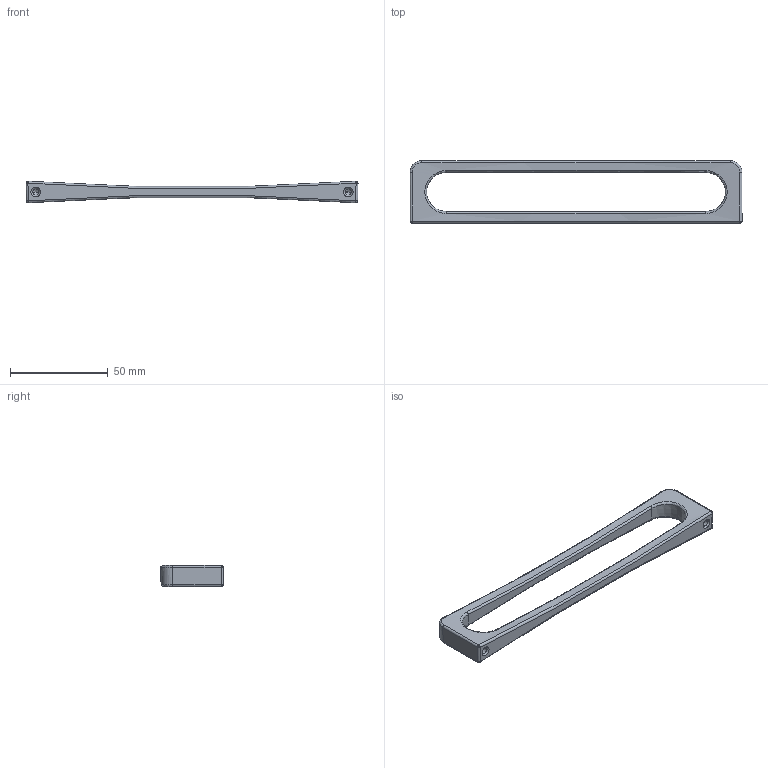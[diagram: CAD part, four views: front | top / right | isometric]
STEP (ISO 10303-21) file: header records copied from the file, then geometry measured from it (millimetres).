
FILE_DESCRIPTION(('Creo Elements/Direct Modeling STEP Export'),'2;1');
FILE_NAME('2564-170.stp','2021-09-27T 8:56:45',(''),(''),'Creo Elements/Direct Modeling STEP processor for AP214 (Solid Model)','Creo Elements/Direct Modeling 20.0 12-Nov-2016 (C) Parametric Technology GmbH','');
FILE_SCHEMA(('AUTOMOTIVE_DESIGN { 1 0 10303 214 1 1 1 1 }'));
Length unit declared in the file: millimetre
Products named in the file (2): ZN-11459
Assembly tree (1 placements, depth 2):
  ZN-11459
    ZN-11459
Bounding box: 170 x 31.99 x 10.98 mm (x, y, z)
Volume: 17744.5 mm3; surface area: 9753.3 mm2
Topology: 1 solids, 1 shells, 64 faces, 144 edges, 82 vertices
Faces by surface type: bspline 26, cylinder 18, cone 10, plane 8, torus 2
Entity records: 4657 total; most frequent: CARTESIAN_POINT 3488, ORIENTED_EDGE 280, DIRECTION 144, EDGE_CURVE 140, VERTEX_POINT 82, EDGE_LOOP 70, FACE_OUTER_BOUND 64, ADVANCED_FACE 64
